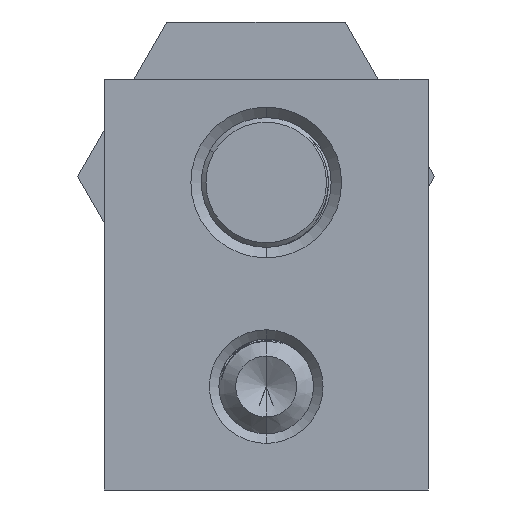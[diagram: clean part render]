
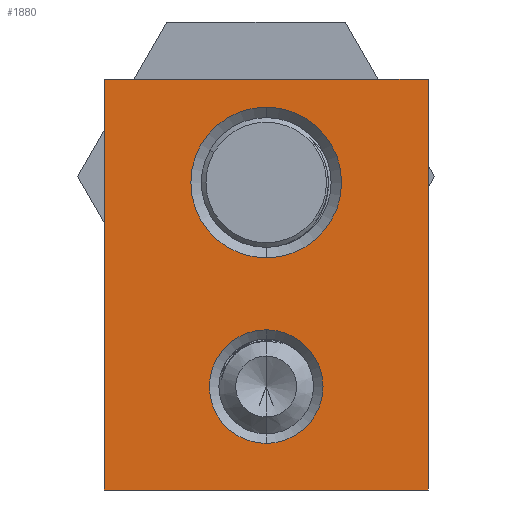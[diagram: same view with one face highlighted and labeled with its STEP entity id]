
A CAD part, front view. The second image highlights one B-rep face of the part: STEP entity #1880.
In plain terms, the highlighted planar face has unit normal (0, -1, 0).
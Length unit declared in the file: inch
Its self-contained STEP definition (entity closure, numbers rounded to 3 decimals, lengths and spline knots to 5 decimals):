
#260 = VERTEX_POINT ( 'NONE', #8485 ) ;
#309 = CARTESIAN_POINT ( 'NONE',  ( -0.687, 0., 0.87205 ) ) ;
#323 = EDGE_CURVE ( 'NONE', #1773, #2695, #8506, .T. ) ;
#373 = DIRECTION ( 'NONE',  ( 0., 0., 1. ) ) ;
#830 = DIRECTION ( 'NONE',  ( 0., 1., 0. ) ) ;
#910 = AXIS2_PLACEMENT_3D ( 'NONE', #6627, #830, #7606 ) ;
#990 = AXIS2_PLACEMENT_3D ( 'NONE', #8445, #1676, #7476 ) ;
#1282 = LINE ( 'NONE', #9742, #11218 ) ;
#1401 = LINE ( 'NONE', #1741, #6230 ) ;
#1460 = DIRECTION ( 'NONE',  ( 0., 1., 0. ) ) ;
#1663 = CARTESIAN_POINT ( 'NONE',  ( 0.687, 0., 0.87205 ) ) ;
#1676 = DIRECTION ( 'NONE',  ( 0., 1., 0. ) ) ;
#1703 = CARTESIAN_POINT ( 'NONE',  ( -0.687, 0., -0.87205 ) ) ;
#1741 = CARTESIAN_POINT ( 'NONE',  ( 0.687, 0., 0.87205 ) ) ;
#1773 = VERTEX_POINT ( 'NONE', #10325 ) ;
#1880 = ADVANCED_FACE ( 'NONE', ( #11554, #9308, #4168 ), #7430, .F. ) ;
#2241 = ORIENTED_EDGE ( 'NONE', *, *, #323, .T. ) ;
#2326 = VERTEX_POINT ( 'NONE', #9019 ) ;
#2339 = EDGE_LOOP ( 'NONE', ( #2241, #8269 ) ) ;
#2508 = DIRECTION ( 'NONE',  ( 0., 1., 0. ) ) ;
#2613 = EDGE_LOOP ( 'NONE', ( #6601, #11805, #4029, #9487 ) ) ;
#2676 = EDGE_CURVE ( 'NONE', #8397, #2326, #9909, .T. ) ;
#2695 = VERTEX_POINT ( 'NONE', #6271 ) ;
#2999 = VERTEX_POINT ( 'NONE', #1703 ) ;
#3105 = VECTOR ( 'NONE', #4714, 39.37008 ) ;
#3421 = EDGE_CURVE ( 'NONE', #2999, #260, #10778, .T. ) ;
#3841 = LINE ( 'NONE', #4239, #6406 ) ;
#3888 = EDGE_CURVE ( 'NONE', #10831, #9186, #1282, .T. ) ;
#4029 = ORIENTED_EDGE ( 'NONE', *, *, #3888, .F. ) ;
#4168 = FACE_OUTER_BOUND ( 'NONE', #2613, .T. ) ;
#4239 = CARTESIAN_POINT ( 'NONE',  ( -0.687, 0., 0.87205 ) ) ;
#4452 = ORIENTED_EDGE ( 'NONE', *, *, #2676, .T. ) ;
#4521 = EDGE_CURVE ( 'NONE', #2695, #1773, #8231, .T. ) ;
#4714 = DIRECTION ( 'NONE',  ( 1., 0., 0. ) ) ;
#6163 = EDGE_CURVE ( 'NONE', #9186, #260, #1401, .T. ) ;
#6170 = DIRECTION ( 'NONE',  ( 0., 1., 0. ) ) ;
#6230 = VECTOR ( 'NONE', #7537, 39.37008 ) ;
#6271 = CARTESIAN_POINT ( 'NONE',  ( 0., 0., -0.19193 ) ) ;
#6406 = VECTOR ( 'NONE', #10038, 39.37008 ) ;
#6601 = ORIENTED_EDGE ( 'NONE', *, *, #3421, .T. ) ;
#6627 = CARTESIAN_POINT ( 'NONE',  ( -0.687, 0., 0.87205 ) ) ;
#7251 = CARTESIAN_POINT ( 'NONE',  ( 0., 0., 0.43307 ) ) ;
#7430 = PLANE ( 'NONE',  #910 ) ;
#7476 = DIRECTION ( 'NONE',  ( 0., 0., 1. ) ) ;
#7537 = DIRECTION ( 'NONE',  ( 0., 0., -1. ) ) ;
#7606 = DIRECTION ( 'NONE',  ( 0., 0., 1. ) ) ;
#7867 = EDGE_CURVE ( 'NONE', #2326, #8397, #11166, .T. ) ;
#8223 = DIRECTION ( 'NONE',  ( 0., 0., 1. ) ) ;
#8231 = CIRCLE ( 'NONE', #10838, 0.24114 ) ;
#8269 = ORIENTED_EDGE ( 'NONE', *, *, #4521, .T. ) ;
#8304 = CARTESIAN_POINT ( 'NONE',  ( 0., 0., -0.43307 ) ) ;
#8397 = VERTEX_POINT ( 'NONE', #8530 ) ;
#8445 = CARTESIAN_POINT ( 'NONE',  ( 0., 0., -0.43307 ) ) ;
#8485 = CARTESIAN_POINT ( 'NONE',  ( 0.687, 0., -0.87205 ) ) ;
#8506 = CIRCLE ( 'NONE', #990, 0.24114 ) ;
#8530 = CARTESIAN_POINT ( 'NONE',  ( 0., 0., 0.11319 ) ) ;
#8562 = ORIENTED_EDGE ( 'NONE', *, *, #7867, .T. ) ;
#8715 = AXIS2_PLACEMENT_3D ( 'NONE', #11923, #6170, #373 ) ;
#9019 = CARTESIAN_POINT ( 'NONE',  ( 0., 0., 0.75295 ) ) ;
#9090 = AXIS2_PLACEMENT_3D ( 'NONE', #7251, #1460, #8223 ) ;
#9120 = EDGE_LOOP ( 'NONE', ( #4452, #8562 ) ) ;
#9186 = VERTEX_POINT ( 'NONE', #1663 ) ;
#9256 = DIRECTION ( 'NONE',  ( 0., 0., 1. ) ) ;
#9308 = FACE_BOUND ( 'NONE', #2339, .T. ) ;
#9487 = ORIENTED_EDGE ( 'NONE', *, *, #10321, .T. ) ;
#9742 = CARTESIAN_POINT ( 'NONE',  ( -0.687, 0., 0.87205 ) ) ;
#9909 = CIRCLE ( 'NONE', #9090, 0.31988 ) ;
#10038 = DIRECTION ( 'NONE',  ( 0., 0., -1. ) ) ;
#10321 = EDGE_CURVE ( 'NONE', #10831, #2999, #3841, .T. ) ;
#10325 = CARTESIAN_POINT ( 'NONE',  ( 0., 0., -0.67421 ) ) ;
#10725 = DIRECTION ( 'NONE',  ( 1., 0., 0. ) ) ;
#10778 = LINE ( 'NONE', #11449, #3105 ) ;
#10831 = VERTEX_POINT ( 'NONE', #309 ) ;
#10838 = AXIS2_PLACEMENT_3D ( 'NONE', #8304, #2508, #9256 ) ;
#11166 = CIRCLE ( 'NONE', #8715, 0.31988 ) ;
#11218 = VECTOR ( 'NONE', #10725, 39.37008 ) ;
#11449 = CARTESIAN_POINT ( 'NONE',  ( -0.687, 0., -0.87205 ) ) ;
#11554 = FACE_BOUND ( 'NONE', #9120, .T. ) ;
#11805 = ORIENTED_EDGE ( 'NONE', *, *, #6163, .F. ) ;
#11923 = CARTESIAN_POINT ( 'NONE',  ( 0., 0., 0.43307 ) ) ;
